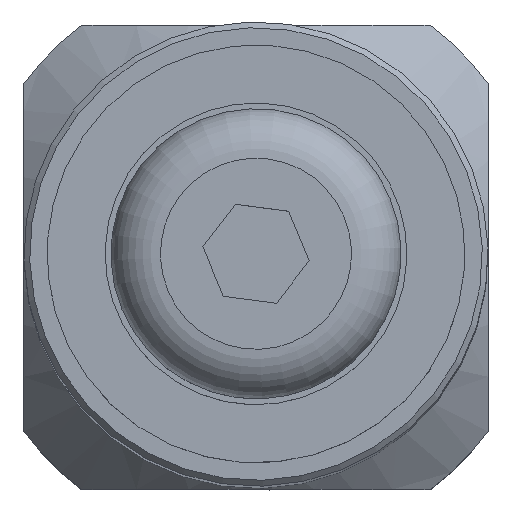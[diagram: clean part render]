
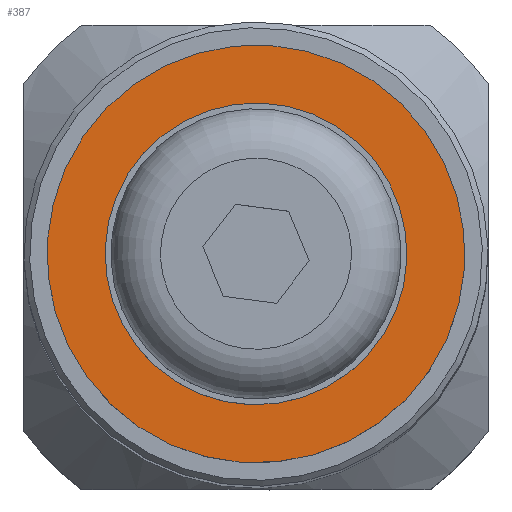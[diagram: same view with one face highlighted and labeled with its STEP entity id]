
A CAD part, top view. The second image highlights one B-rep face of the part: STEP entity #387.
In plain terms, the highlighted planar face has unit normal (0, 0, 1).
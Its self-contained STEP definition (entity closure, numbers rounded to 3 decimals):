
#387=ADVANCED_FACE('',(#699,#700),#701,.F.);
#699=FACE_BOUND('',#1984,.T.);
#700=FACE_OUTER_BOUND('',#1985,.T.);
#701=PLANE('',#1986);
#1984=EDGE_LOOP('',(#2450));
#1985=EDGE_LOOP('',(#2451));
#1986=AXIS2_PLACEMENT_3D('',#2452,#2453,#2454);
#2450=ORIENTED_EDGE('',*,*,#2633,.T.);
#2451=ORIENTED_EDGE('',*,*,#2634,.F.);
#2452=CARTESIAN_POINT('',(0.0,0.0,3.0));
#2453=DIRECTION('',(0.0,0.0,-1.0));
#2454=DIRECTION('',(-1.0,0.0,0.0));
#2633=EDGE_CURVE('',#2880,#2880,#2881,.T.);
#2634=EDGE_CURVE('',#2882,#2882,#2883,.T.);
#2880=VERTEX_POINT('',#3671);
#2881=CIRCLE('',#3672,4.25);
#2882=VERTEX_POINT('',#3673);
#2883=CIRCLE('',#3674,9.0);
#3671=CARTESIAN_POINT('',(4.25,0.0,3.0));
#3672=AXIS2_PLACEMENT_3D('',#3865,#3866,#3867);
#3673=CARTESIAN_POINT('',(9.0,0.0,3.0));
#3674=AXIS2_PLACEMENT_3D('',#3868,#3869,#3870);
#3865=CARTESIAN_POINT('',(0.0,0.0,3.0));
#3866=DIRECTION('',(0.0,0.0,-1.0));
#3867=DIRECTION('',(1.0,0.0,0.0));
#3868=CARTESIAN_POINT('',(0.0,0.0,3.0));
#3869=DIRECTION('',(0.0,0.0,-1.0));
#3870=DIRECTION('',(1.0,0.0,0.0));
